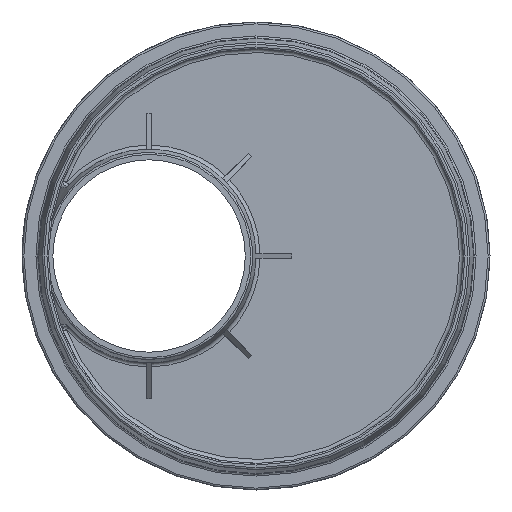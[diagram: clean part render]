
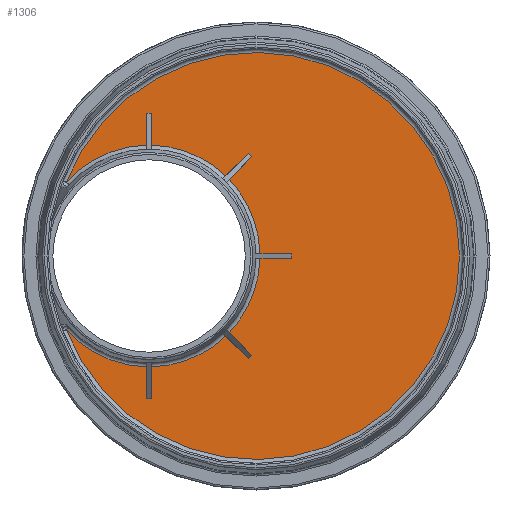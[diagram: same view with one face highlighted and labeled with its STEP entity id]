
A CAD part, front view. The second image highlights one B-rep face of the part: STEP entity #1306.
In plain terms, the highlighted planar face has unit normal (0, -1, 0).
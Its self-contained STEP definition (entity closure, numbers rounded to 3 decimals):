
#20=LINE('',#2045,#79);
#24=LINE('',#2055,#83);
#26=LINE('',#2064,#85);
#31=LINE('',#2104,#90);
#35=LINE('',#2114,#94);
#37=LINE('',#2123,#96);
#42=LINE('',#2163,#101);
#46=LINE('',#2173,#105);
#48=LINE('',#2182,#107);
#53=LINE('',#2222,#112);
#57=LINE('',#2232,#116);
#59=LINE('',#2241,#118);
#65=LINE('',#2351,#124);
#66=LINE('',#2353,#125);
#67=LINE('',#2354,#126);
#79=VECTOR('',#1575,8.003);
#83=VECTOR('',#1585,1.2);
#85=VECTOR('',#1589,8.003);
#90=VECTOR('',#1600,8.003);
#94=VECTOR('',#1610,1.2);
#96=VECTOR('',#1614,8.003);
#101=VECTOR('',#1625,8.003);
#105=VECTOR('',#1635,1.2);
#107=VECTOR('',#1639,8.003);
#112=VECTOR('',#1650,8.003);
#116=VECTOR('',#1660,1.2);
#118=VECTOR('',#1664,8.003);
#124=VECTOR('',#1766,8.003);
#125=VECTOR('',#1767,1.2);
#126=VECTOR('',#1768,8.003);
#155=PLANE('',#1446);
#303=FACE_OUTER_BOUND('',#400,.T.);
#400=EDGE_LOOP('',(#1084,#1085,#1086,#1087,#1088,#1089,#1090,#1091,#1092,
#1093,#1094,#1095,#1096,#1097,#1098,#1099,#1100,#1101,#1102,#1103,#1104,
#1105));
#541=CIRCLE('',#1417,28.);
#543=CIRCLE('',#1420,28.);
#544=CIRCLE('',#1422,28.);
#555=CIRCLE('',#1440,28.);
#557=CIRCLE('',#1443,28.);
#558=CIRCLE('',#1445,28.);
#559=CIRCLE('',#1447,51.4);
#613=VERTEX_POINT('',#2033);
#614=VERTEX_POINT('',#2044);
#617=VERTEX_POINT('',#2054);
#619=VERTEX_POINT('',#2063);
#626=VERTEX_POINT('',#2092);
#627=VERTEX_POINT('',#2103);
#630=VERTEX_POINT('',#2113);
#632=VERTEX_POINT('',#2122);
#639=VERTEX_POINT('',#2151);
#640=VERTEX_POINT('',#2162);
#643=VERTEX_POINT('',#2172);
#645=VERTEX_POINT('',#2181);
#652=VERTEX_POINT('',#2210);
#653=VERTEX_POINT('',#2221);
#656=VERTEX_POINT('',#2231);
#658=VERTEX_POINT('',#2240);
#666=VERTEX_POINT('',#2283);
#667=VERTEX_POINT('',#2296);
#674=VERTEX_POINT('',#2330);
#675=VERTEX_POINT('',#2334);
#676=VERTEX_POINT('',#2350);
#677=VERTEX_POINT('',#2352);
#740=EDGE_CURVE('',#614,#613,#20,.T.);
#745=EDGE_CURVE('',#617,#614,#24,.T.);
#748=EDGE_CURVE('',#619,#617,#26,.T.);
#757=EDGE_CURVE('',#627,#626,#31,.T.);
#762=EDGE_CURVE('',#630,#627,#35,.T.);
#765=EDGE_CURVE('',#632,#630,#37,.T.);
#774=EDGE_CURVE('',#640,#639,#42,.T.);
#779=EDGE_CURVE('',#643,#640,#46,.T.);
#782=EDGE_CURVE('',#645,#643,#48,.T.);
#791=EDGE_CURVE('',#653,#652,#53,.T.);
#796=EDGE_CURVE('',#656,#653,#57,.T.);
#799=EDGE_CURVE('',#658,#656,#59,.T.);
#815=EDGE_CURVE('',#632,#666,#541,.T.);
#818=EDGE_CURVE('',#667,#613,#543,.T.);
#819=EDGE_CURVE('',#619,#626,#544,.T.);
#833=EDGE_CURVE('',#658,#674,#555,.T.);
#836=EDGE_CURVE('',#675,#639,#557,.T.);
#837=EDGE_CURVE('',#645,#652,#558,.T.);
#838=EDGE_CURVE('',#674,#667,#559,.T.);
#839=EDGE_CURVE('',#675,#676,#65,.T.);
#840=EDGE_CURVE('',#676,#677,#66,.T.);
#841=EDGE_CURVE('',#677,#666,#67,.T.);
#1084=ORIENTED_EDGE('',*,*,#748,.T.);
#1085=ORIENTED_EDGE('',*,*,#745,.T.);
#1086=ORIENTED_EDGE('',*,*,#740,.T.);
#1087=ORIENTED_EDGE('',*,*,#818,.F.);
#1088=ORIENTED_EDGE('',*,*,#838,.F.);
#1089=ORIENTED_EDGE('',*,*,#833,.F.);
#1090=ORIENTED_EDGE('',*,*,#799,.T.);
#1091=ORIENTED_EDGE('',*,*,#796,.T.);
#1092=ORIENTED_EDGE('',*,*,#791,.T.);
#1093=ORIENTED_EDGE('',*,*,#837,.F.);
#1094=ORIENTED_EDGE('',*,*,#782,.T.);
#1095=ORIENTED_EDGE('',*,*,#779,.T.);
#1096=ORIENTED_EDGE('',*,*,#774,.T.);
#1097=ORIENTED_EDGE('',*,*,#836,.F.);
#1098=ORIENTED_EDGE('',*,*,#839,.T.);
#1099=ORIENTED_EDGE('',*,*,#840,.T.);
#1100=ORIENTED_EDGE('',*,*,#841,.T.);
#1101=ORIENTED_EDGE('',*,*,#815,.F.);
#1102=ORIENTED_EDGE('',*,*,#765,.T.);
#1103=ORIENTED_EDGE('',*,*,#762,.T.);
#1104=ORIENTED_EDGE('',*,*,#757,.T.);
#1105=ORIENTED_EDGE('',*,*,#819,.F.);
#1306=ADVANCED_FACE('',(#303),#155,.T.);
#1417=AXIS2_PLACEMENT_3D('',#2284,#1702,#1703);
#1420=AXIS2_PLACEMENT_3D('',#2298,#1708,#1709);
#1422=AXIS2_PLACEMENT_3D('',#2300,#1712,#1713);
#1440=AXIS2_PLACEMENT_3D('',#2331,#1750,#1751);
#1443=AXIS2_PLACEMENT_3D('',#2345,#1756,#1757);
#1445=AXIS2_PLACEMENT_3D('',#2347,#1760,#1761);
#1446=AXIS2_PLACEMENT_3D('',#2348,#1762,#1763);
#1447=AXIS2_PLACEMENT_3D('',#2349,#1764,#1765);
#1575=DIRECTION('',(0.,0.,1.));
#1585=DIRECTION('',(-1.,0.,0.));
#1589=DIRECTION('',(0.,0.,-1.));
#1600=DIRECTION('',(-0.707,0.,0.707));
#1610=DIRECTION('',(-0.707,0.,-0.707));
#1614=DIRECTION('',(0.707,0.,-0.707));
#1625=DIRECTION('',(-0.707,0.,-0.707));
#1635=DIRECTION('',(0.707,0.,-0.707));
#1639=DIRECTION('',(0.707,0.,0.707));
#1650=DIRECTION('',(0.,0.,-1.));
#1660=DIRECTION('',(1.,0.,0.));
#1664=DIRECTION('',(0.,0.,1.));
#1702=DIRECTION('center_axis',(0.,-1.,0.));
#1703=DIRECTION('ref_axis',(1.,0.,0.));
#1708=DIRECTION('center_axis',(0.,-1.,0.));
#1709=DIRECTION('ref_axis',(1.,0.,0.));
#1712=DIRECTION('center_axis',(0.,-1.,0.));
#1713=DIRECTION('ref_axis',(1.,0.,0.));
#1750=DIRECTION('center_axis',(0.,-1.,0.));
#1751=DIRECTION('ref_axis',(1.,0.,0.));
#1756=DIRECTION('center_axis',(0.,-1.,0.));
#1757=DIRECTION('ref_axis',(1.,0.,0.));
#1760=DIRECTION('center_axis',(0.,-1.,0.));
#1761=DIRECTION('ref_axis',(1.,0.,0.));
#1762=DIRECTION('center_axis',(0.,-1.,0.));
#1763=DIRECTION('ref_axis',(0.,0.,-1.));
#1764=DIRECTION('center_axis',(0.,1.,0.));
#1765=DIRECTION('ref_axis',(1.,0.,0.));
#1766=DIRECTION('',(1.,0.,0.));
#1767=DIRECTION('',(0.,0.,-1.));
#1768=DIRECTION('',(-1.,0.,0.));
#2033=CARTESIAN_POINT('',(-0.6,28.2,-27.994));
#2044=CARTESIAN_POINT('',(-0.6,28.2,-35.996));
#2045=CARTESIAN_POINT('',(-0.6,28.2,-14.443));
#2054=CARTESIAN_POINT('',(0.6,28.2,-35.996));
#2055=CARTESIAN_POINT('',(-12.2,28.2,-35.996));
#2063=CARTESIAN_POINT('',(0.6,28.2,-27.994));
#2064=CARTESIAN_POINT('',(0.6,28.2,-14.443));
#2092=CARTESIAN_POINT('',(19.37,28.2,-20.219));
#2103=CARTESIAN_POINT('',(25.029,28.2,-25.877));
#2104=CARTESIAN_POINT('',(3.689,28.2,-4.537));
#2113=CARTESIAN_POINT('',(25.877,28.2,-25.029));
#2114=CARTESIAN_POINT('',(19.353,28.2,-31.553));
#2122=CARTESIAN_POINT('',(20.219,28.2,-19.37));
#2123=CARTESIAN_POINT('',(4.537,28.2,-3.689));
#2151=CARTESIAN_POINT('',(20.219,28.2,19.37));
#2162=CARTESIAN_POINT('',(25.877,28.2,25.029));
#2163=CARTESIAN_POINT('',(4.537,28.2,3.689));
#2172=CARTESIAN_POINT('',(25.029,28.2,25.877));
#2173=CARTESIAN_POINT('',(19.353,28.2,31.553));
#2181=CARTESIAN_POINT('',(19.37,28.2,20.219));
#2182=CARTESIAN_POINT('',(3.689,28.2,4.537));
#2210=CARTESIAN_POINT('',(0.6,28.2,27.994));
#2221=CARTESIAN_POINT('',(0.6,28.2,35.996));
#2222=CARTESIAN_POINT('',(0.6,28.2,14.443));
#2231=CARTESIAN_POINT('',(-0.6,28.2,35.996));
#2232=CARTESIAN_POINT('',(-12.2,28.2,35.996));
#2240=CARTESIAN_POINT('',(-0.6,28.2,27.994));
#2241=CARTESIAN_POINT('',(-0.6,28.2,14.443));
#2283=CARTESIAN_POINT('',(27.994,28.2,-0.6));
#2284=CARTESIAN_POINT('Origin',(0.,28.2,0.));
#2296=CARTESIAN_POINT('',(-20.907,28.2,-18.626));
#2298=CARTESIAN_POINT('Origin',(0.,28.2,0.));
#2300=CARTESIAN_POINT('Origin',(0.,28.2,0.));
#2330=CARTESIAN_POINT('',(-20.907,28.2,18.626));
#2331=CARTESIAN_POINT('Origin',(0.,28.2,0.));
#2334=CARTESIAN_POINT('',(27.994,28.2,0.6));
#2345=CARTESIAN_POINT('Origin',(0.,28.2,0.));
#2347=CARTESIAN_POINT('Origin',(0.,28.2,0.));
#2348=CARTESIAN_POINT('Origin',(-24.4,28.2,0.));
#2349=CARTESIAN_POINT('Origin',(27.,28.2,0.));
#2350=CARTESIAN_POINT('',(35.996,28.2,0.6));
#2351=CARTESIAN_POINT('',(2.243,28.2,0.6));
#2352=CARTESIAN_POINT('',(35.996,28.2,-0.6));
#2353=CARTESIAN_POINT('',(35.996,28.2,0.));
#2354=CARTESIAN_POINT('',(2.243,28.2,-0.6));
